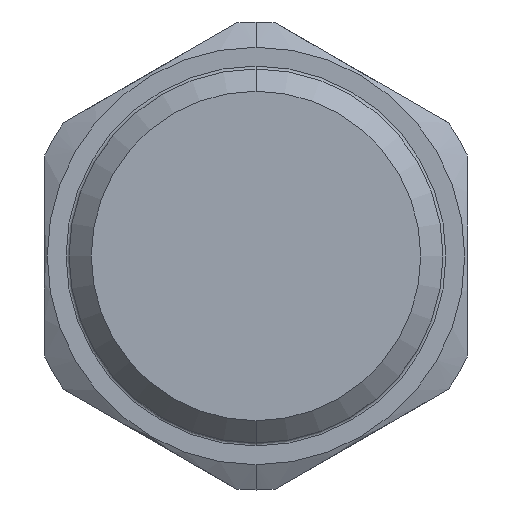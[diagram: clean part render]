
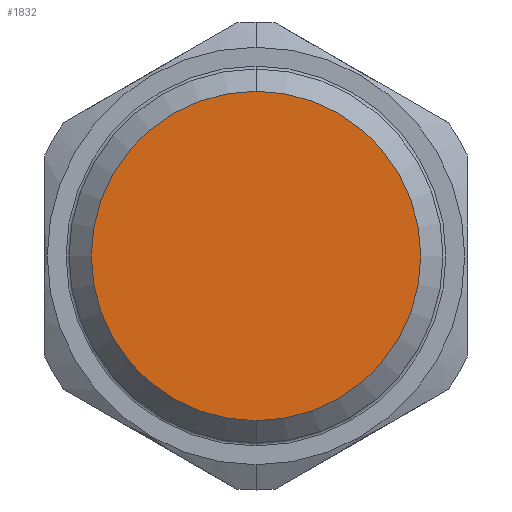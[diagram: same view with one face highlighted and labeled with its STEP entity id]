
A CAD part, left-side view. The second image highlights one B-rep face of the part: STEP entity #1832.
In plain terms, the highlighted planar face has unit normal (-1, 0, 0).
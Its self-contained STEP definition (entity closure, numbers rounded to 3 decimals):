
#97 = PLANE ( 'NONE',  #4507 ) ;
#971 = VERTEX_POINT ( 'NONE', #9222 ) ;
#1734 = CARTESIAN_POINT ( 'NONE',  ( 0., 0., 0. ) ) ;
#1832 = ADVANCED_FACE ( 'NONE', ( #7441 ), #97, .T. ) ;
#2432 = DIRECTION ( 'NONE',  ( 1., 0., 0. ) ) ;
#2656 = AXIS2_PLACEMENT_3D ( 'NONE', #3630, #2432, #6782 ) ;
#3630 = CARTESIAN_POINT ( 'NONE',  ( 0., 0., 0. ) ) ;
#3764 = ORIENTED_EDGE ( 'NONE', *, *, #10868, .F. ) ;
#3823 = CIRCLE ( 'NONE', #2656, 11.125 ) ;
#3923 = DIRECTION ( 'NONE',  ( 0., 0., 1. ) ) ;
#4507 = AXIS2_PLACEMENT_3D ( 'NONE', #12480, #7331, #3923 ) ;
#4832 = CIRCLE ( 'NONE', #12892, 11.125 ) ;
#5525 = EDGE_LOOP ( 'NONE', ( #8325, #3764 ) ) ;
#6782 = DIRECTION ( 'NONE',  ( 0., 0., -1. ) ) ;
#7331 = DIRECTION ( 'NONE',  ( -1., 0., 0. ) ) ;
#7441 = FACE_OUTER_BOUND ( 'NONE', #5525, .T. ) ;
#8325 = ORIENTED_EDGE ( 'NONE', *, *, #9495, .F. ) ;
#9036 = DIRECTION ( 'NONE',  ( 1., 0., 0. ) ) ;
#9222 = CARTESIAN_POINT ( 'NONE',  ( 0., 0., -11.125 ) ) ;
#9495 = EDGE_CURVE ( 'NONE', #971, #10165, #4832, .T. ) ;
#10165 = VERTEX_POINT ( 'NONE', #10600 ) ;
#10600 = CARTESIAN_POINT ( 'NONE',  ( 0., 0., 11.125 ) ) ;
#10868 = EDGE_CURVE ( 'NONE', #10165, #971, #3823, .T. ) ;
#11125 = DIRECTION ( 'NONE',  ( 0., 0., -1. ) ) ;
#12480 = CARTESIAN_POINT ( 'NONE',  ( 0., 0., 0. ) ) ;
#12892 = AXIS2_PLACEMENT_3D ( 'NONE', #1734, #9036, #11125 ) ;
